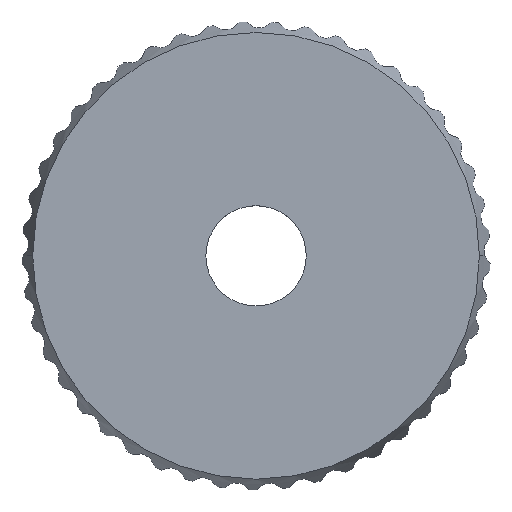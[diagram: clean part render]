
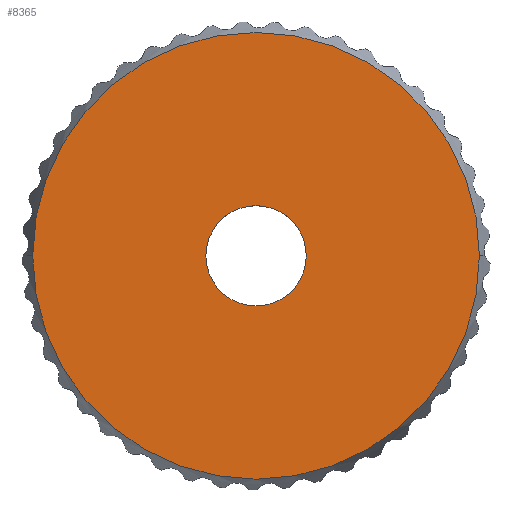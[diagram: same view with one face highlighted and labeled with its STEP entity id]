
A CAD part, top view. The second image highlights one B-rep face of the part: STEP entity #8365.
In plain terms, the highlighted planar face has unit normal (0, 0, 1).
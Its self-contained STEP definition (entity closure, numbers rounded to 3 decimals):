
#3968=CARTESIAN_POINT('',(0.,0.,31.278));
#3969=DIRECTION('',(0.,0.,1.));
#3970=DIRECTION('',(1.,0.,0.));
#3971=AXIS2_PLACEMENT_3D('',#3968,#3969,#3970);
#3973=CARTESIAN_POINT('',(0.,0.,31.278));
#3974=DIRECTION('',(0.,0.,1.));
#3975=DIRECTION('',(-1.,0.,0.));
#3976=AXIS2_PLACEMENT_3D('',#3973,#3974,#3975);
#3978=CARTESIAN_POINT('',(0.,0.,31.278));
#3979=DIRECTION('',(0.,0.,-1.));
#3980=DIRECTION('',(-1.,0.,0.));
#3981=AXIS2_PLACEMENT_3D('',#3978,#3979,#3980);
#3983=CARTESIAN_POINT('',(0.,0.,31.278));
#3984=DIRECTION('',(0.,0.,-1.));
#3985=DIRECTION('',(1.,0.,0.));
#3986=AXIS2_PLACEMENT_3D('',#3983,#3984,#3985);
#6696=CARTESIAN_POINT('',(-66.8,0.,31.278));
#6698=VERTEX_POINT('',#6696);
#6700=CARTESIAN_POINT('',(66.8,0.,31.278));
#6702=VERTEX_POINT('',#6700);
#6805=CARTESIAN_POINT('',(-15.,0.,31.278));
#6806=CARTESIAN_POINT('',(15.,0.,31.278));
#6807=VERTEX_POINT('',#6805);
#6808=VERTEX_POINT('',#6806);
#8349=CARTESIAN_POINT('',(-66.8,0.,31.278));
#8350=DIRECTION('',(0.,0.,-1.));
#8351=DIRECTION('',(-1.,0.,0.));
#8352=AXIS2_PLACEMENT_3D('',#8349,#8350,#8351);
#8353=PLANE('',#8352);
#8354=ORIENTED_EDGE('',*,*,#8228,.F.);
#8356=ORIENTED_EDGE('',*,*,#8355,.F.);
#8357=EDGE_LOOP('',(#8354,#8356));
#8358=FACE_OUTER_BOUND('',#8357,.F.);
#8360=ORIENTED_EDGE('',*,*,#8359,.F.);
#8362=ORIENTED_EDGE('',*,*,#8361,.F.);
#8363=EDGE_LOOP('',(#8360,#8362));
#8364=FACE_BOUND('',#8363,.F.);
#8365=ADVANCED_FACE('',(#8358,#8364),#8353,.F.);
#3972=CIRCLE('',#3971,66.8);
#3977=CIRCLE('',#3976,66.8);
#3982=CIRCLE('',#3981,15.);
#3987=CIRCLE('',#3986,15.);
#8228=EDGE_CURVE('',#6702,#6698,#3972,.T.);
#8355=EDGE_CURVE('',#6698,#6702,#3977,.T.);
#8359=EDGE_CURVE('',#6807,#6808,#3982,.T.);
#8361=EDGE_CURVE('',#6808,#6807,#3987,.T.);
